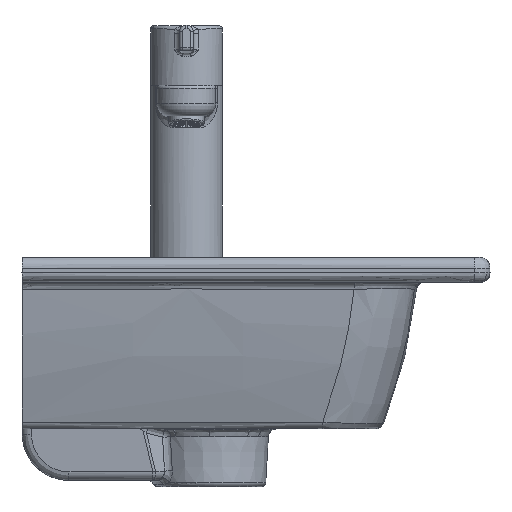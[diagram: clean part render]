
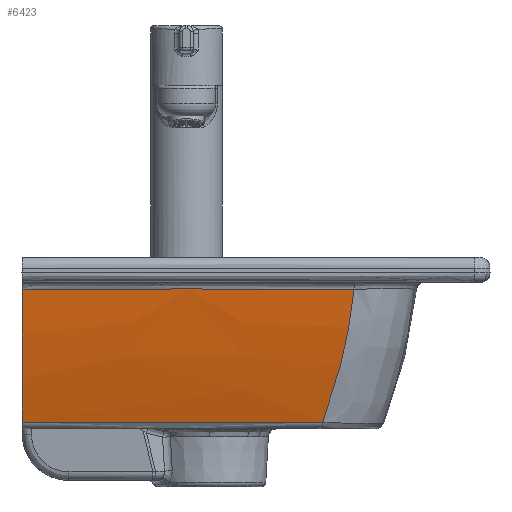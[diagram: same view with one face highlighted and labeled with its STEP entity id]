
A CAD part, front view. The second image highlights one B-rep face of the part: STEP entity #6423.
In plain terms, the highlighted free-form (B-spline) face has degree [3, 4] with [4, 5] control points.
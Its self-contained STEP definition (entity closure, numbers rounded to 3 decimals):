
#6335=CARTESIAN_POINT('',(0.,-121.284,-105.793));
#6336=CARTESIAN_POINT('',(70.899,-121.365,-105.801));
#6337=CARTESIAN_POINT('',(141.8,-121.359,-105.8));
#6338=CARTESIAN_POINT('',(212.686,-121.267,-105.792));
#6339=CARTESIAN_POINT('',(0.,-127.562,-84.9));
#6340=CARTESIAN_POINT('',(70.899,-128.041,-84.942));
#6341=CARTESIAN_POINT('',(141.8,-128.007,-84.939));
#6342=CARTESIAN_POINT('',(212.686,-127.46,-84.891));
#6343=CARTESIAN_POINT('',(0.,-132.641,-63.588));
#6344=CARTESIAN_POINT('',(70.899,-133.521,-63.642));
#6345=CARTESIAN_POINT('',(141.8,-133.458,-63.638));
#6346=CARTESIAN_POINT('',(212.686,-132.452,-63.577));
#6347=CARTESIAN_POINT('',(0.,-136.458,-42.015));
#6348=CARTESIAN_POINT('',(70.899,-137.739,-42.057));
#6349=CARTESIAN_POINT('',(141.8,-137.647,-42.054));
#6350=CARTESIAN_POINT('',(212.686,-136.183,-42.006));
#6351=CARTESIAN_POINT('',(0.,-139.008,-20.348));
#6352=CARTESIAN_POINT('',(70.899,-140.687,-20.356));
#6353=CARTESIAN_POINT('',(141.8,-140.567,-20.355));
#6354=CARTESIAN_POINT('',(212.686,-138.647,-20.347));
#6355=B_SPLINE_SURFACE_WITH_KNOTS('',3,4,((#6335,#6339,#6343,#6347,#6351),(#6336,#6340,#6344,#6348,#6352),(#6337,#6341,#6345,#6349,#6353),(#6338,#6342,#6346,#6350,#6354)),.UNSPECIFIED.,.F.,.F.,.U.,(4,4),(5,5),(0.,212.704),(2995.649,3083.245),.UNSPECIFIED.);
#6356=CARTESIAN_POINT('',(192.608,-121.309,-105.734));
#6357=VERTEX_POINT('',#6356);
#6358=CARTESIAN_POINT('',(212.686,-138.637,-20.434));
#6359=VERTEX_POINT('',#6358);
#6360=CARTESIAN_POINT('',(192.608,-121.309,-105.734));
#6361=CARTESIAN_POINT('',(200.993,-128.078,-83.283));
#6362=CARTESIAN_POINT('',(207.193,-133.338,-59.509));
#6363=CARTESIAN_POINT('',(210.819,-136.783,-35.133));
#6364=CARTESIAN_POINT('',(211.545,-137.473,-30.255));
#6365=CARTESIAN_POINT('',(212.168,-138.091,-25.352));
#6366=CARTESIAN_POINT('',(212.686,-138.637,-20.434));
#6367=B_SPLINE_CURVE_WITH_KNOTS('',3,(#6360,#6361,#6362,#6363,#6364,#6365,#6366),.UNSPECIFIED.,.F.,.U.,(4,3,4),(0.0,105.946,127.151),.UNSPECIFIED.);
#6368=EDGE_CURVE('',#6357,#6359,#6367,.T.);
#6369=ORIENTED_EDGE('',*,*,#6368,.T.);
#6370=CARTESIAN_POINT('',(0.,-139.,-20.415));
#6371=VERTEX_POINT('',#6370);
#6372=CARTESIAN_POINT('',(0.,-139.,-20.415));
#6373=CARTESIAN_POINT('',(2.662,-139.063,-20.412));
#6374=CARTESIAN_POINT('',(5.319,-139.124,-20.409));
#6375=CARTESIAN_POINT('',(7.977,-139.183,-20.405));
#6376=CARTESIAN_POINT('',(13.294,-139.297,-20.4));
#6377=CARTESIAN_POINT('',(18.612,-139.403,-20.394));
#6378=CARTESIAN_POINT('',(21.27,-139.454,-20.391));
#6379=CARTESIAN_POINT('',(29.246,-139.599,-20.384));
#6380=CARTESIAN_POINT('',(37.222,-139.726,-20.377));
#6381=CARTESIAN_POINT('',(42.539,-139.802,-20.373));
#6382=CARTESIAN_POINT('',(58.491,-140.004,-20.363));
#6383=CARTESIAN_POINT('',(74.443,-140.13,-20.356));
#6384=CARTESIAN_POINT('',(85.078,-140.18,-20.354));
#6385=CARTESIAN_POINT('',(116.983,-140.227,-20.351));
#6386=CARTESIAN_POINT('',(148.886,-139.969,-20.365));
#6387=CARTESIAN_POINT('',(170.155,-139.66,-20.381));
#6388=CARTESIAN_POINT('',(191.422,-139.216,-20.404));
#6389=CARTESIAN_POINT('',(212.686,-138.637,-20.434));
#6390=B_SPLINE_CURVE_WITH_KNOTS('',5,(#6372,#6373,#6374,#6375,#6376,#6377,#6378,#6379,#6380,#6381,#6382,#6383,#6384,#6385,#6386,#6387,#6388,#6389),.UNSPECIFIED.,.F.,.U.,(6,3,3,3,3,6),(0.0,18.801,37.603,75.205,150.411,300.821),.UNSPECIFIED.);
#6391=EDGE_CURVE('',#6359,#6371,#6390,.F.);
#6392=ORIENTED_EDGE('',*,*,#6391,.T.);
#6393=CARTESIAN_POINT('',(0.,-121.304,-105.726));
#6394=VERTEX_POINT('',#6393);
#6395=CARTESIAN_POINT('',(0.,357.566,38.092));
#6396=DIRECTION('',(-1.,0.,0.));
#6397=DIRECTION('',(0.,-0.993,-0.117));
#6398=AXIS2_PLACEMENT_3D('',#6395,#6396,#6397);
#6399=CIRCLE('',#6398,500.);
#6400=EDGE_CURVE('',#6394,#6371,#6399,.T.);
#6401=ORIENTED_EDGE('',*,*,#6400,.F.);
#6402=CARTESIAN_POINT('',(0.,-121.304,-105.726));
#6403=CARTESIAN_POINT('',(8.372,-121.311,-105.738));
#6404=CARTESIAN_POINT('',(16.784,-121.316,-105.749));
#6405=CARTESIAN_POINT('',(25.277,-121.321,-105.758));
#6406=CARTESIAN_POINT('',(26.379,-121.321,-105.759));
#6407=CARTESIAN_POINT('',(27.482,-121.322,-105.761));
#6408=CARTESIAN_POINT('',(28.584,-121.322,-105.762));
#6409=CARTESIAN_POINT('',(29.335,-121.323,-105.763));
#6410=CARTESIAN_POINT('',(30.129,-121.323,-105.763));
#6411=CARTESIAN_POINT('',(30.944,-121.324,-105.764));
#6412=CARTESIAN_POINT('',(33.358,-121.325,-105.767));
#6413=CARTESIAN_POINT('',(35.957,-121.326,-105.769));
#6414=CARTESIAN_POINT('',(38.183,-121.327,-105.771));
#6415=CARTESIAN_POINT('',(89.66,-121.35,-105.817));
#6416=CARTESIAN_POINT('',(141.137,-121.344,-105.805));
#6417=CARTESIAN_POINT('',(192.608,-121.309,-105.734));
#6418=B_SPLINE_CURVE_WITH_KNOTS('',3,(#6402,#6403,#6404,#6405,#6406,#6407,#6408,#6409,#6410,#6411,#6412,#6413,#6414,#6415,#6416,#6417),.UNSPECIFIED.,.F.,.U.,(4,3,3,3,3,4),(0.0,36.019,40.693,43.877,53.311,271.471),.UNSPECIFIED.);
#6419=EDGE_CURVE('',#6394,#6357,#6418,.T.);
#6420=ORIENTED_EDGE('',*,*,#6419,.T.);
#6421=EDGE_LOOP('',(#6369,#6392,#6401,#6420));
#6422=FACE_OUTER_BOUND('',#6421,.T.);
#6423=ADVANCED_FACE('',(#6422),#6355,.T.);
